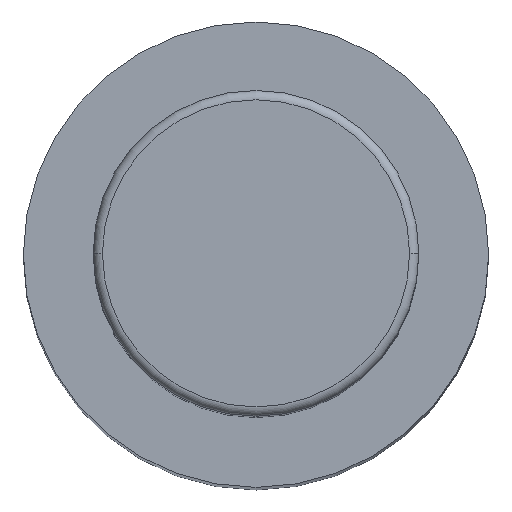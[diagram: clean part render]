
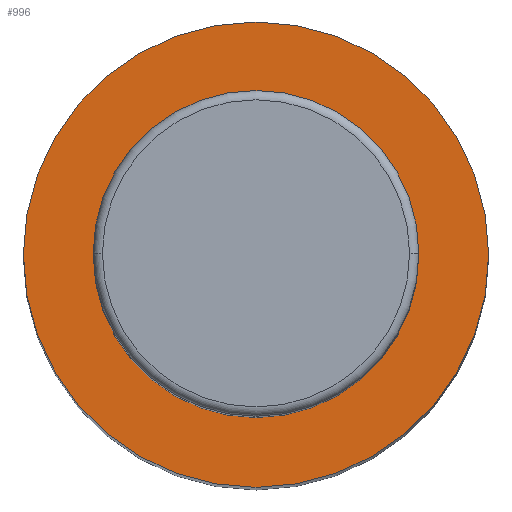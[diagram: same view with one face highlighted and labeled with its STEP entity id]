
A CAD part, top view. The second image highlights one B-rep face of the part: STEP entity #996.
In plain terms, the highlighted planar face has unit normal (0, 0, 1).
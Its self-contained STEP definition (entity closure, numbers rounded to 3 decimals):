
#20 = EDGE_CURVE ( 'NONE', #806, #855, #471, .T. ) ;
#49 = CARTESIAN_POINT ( 'NONE',  ( -17.5, 0., 162. ) ) ;
#141 = FACE_BOUND ( 'NONE', #1042, .T. ) ;
#201 = EDGE_LOOP ( 'NONE', ( #1055, #222 ) ) ;
#222 = ORIENTED_EDGE ( 'NONE', *, *, #330, .F. ) ;
#224 = DIRECTION ( 'NONE',  ( 0., 0., -1. ) ) ;
#254 = CARTESIAN_POINT ( 'NONE',  ( -17.5, 0., 162. ) ) ;
#330 = EDGE_CURVE ( 'NONE', #855, #806, #1024, .T. ) ;
#381 = DIRECTION ( 'NONE',  ( 0., 0., -1. ) ) ;
#422 = VERTEX_POINT ( 'NONE', #254 ) ;
#423 = VERTEX_POINT ( 'NONE', #1158 ) ;
#429 = AXIS2_PLACEMENT_3D ( 'NONE', #547, #1172, #1092 ) ;
#456 = PLANE ( 'NONE',  #521 ) ;
#463 = EDGE_CURVE ( 'NONE', #423, #422, #863, .T. ) ;
#471 = CIRCLE ( 'NONE', #559, 25. ) ;
#487 = CARTESIAN_POINT ( 'NONE',  ( 0., 0., 162. ) ) ;
#508 = ORIENTED_EDGE ( 'NONE', *, *, #463, .T. ) ;
#521 = AXIS2_PLACEMENT_3D ( 'NONE', #49, #545, #1169 ) ;
#538 = DIRECTION ( 'NONE',  ( 0., 0., -1. ) ) ;
#540 = EDGE_CURVE ( 'NONE', #422, #423, #543, .T. ) ;
#543 = CIRCLE ( 'NONE', #429, 17.5 ) ;
#545 = DIRECTION ( 'NONE',  ( 0., 0., 1. ) ) ;
#547 = CARTESIAN_POINT ( 'NONE',  ( 0., 0., 162. ) ) ;
#559 = AXIS2_PLACEMENT_3D ( 'NONE', #487, #381, #920 ) ;
#693 = AXIS2_PLACEMENT_3D ( 'NONE', #762, #224, #858 ) ;
#762 = CARTESIAN_POINT ( 'NONE',  ( 0., 0., 162. ) ) ;
#806 = VERTEX_POINT ( 'NONE', #1051 ) ;
#855 = VERTEX_POINT ( 'NONE', #883 ) ;
#858 = DIRECTION ( 'NONE',  ( -1., 0., 0. ) ) ;
#863 = CIRCLE ( 'NONE', #1170, 17.5 ) ;
#883 = CARTESIAN_POINT ( 'NONE',  ( 25., 0., 162. ) ) ;
#920 = DIRECTION ( 'NONE',  ( -1., 0., 0. ) ) ;
#996 = ADVANCED_FACE ( 'NONE', ( #141, #1118 ), #456, .T. ) ;
#1024 = CIRCLE ( 'NONE', #693, 25. ) ;
#1034 = ORIENTED_EDGE ( 'NONE', *, *, #540, .T. ) ;
#1042 = EDGE_LOOP ( 'NONE', ( #1034, #508 ) ) ;
#1051 = CARTESIAN_POINT ( 'NONE',  ( -25., 0., 162. ) ) ;
#1055 = ORIENTED_EDGE ( 'NONE', *, *, #20, .F. ) ;
#1065 = CARTESIAN_POINT ( 'NONE',  ( 0., 0., 162. ) ) ;
#1092 = DIRECTION ( 'NONE',  ( -1., 0., 0. ) ) ;
#1118 = FACE_OUTER_BOUND ( 'NONE', #201, .T. ) ;
#1158 = CARTESIAN_POINT ( 'NONE',  ( 17.5, 0., 162. ) ) ;
#1163 = DIRECTION ( 'NONE',  ( -1., 0., 0. ) ) ;
#1169 = DIRECTION ( 'NONE',  ( 1., 0., 0. ) ) ;
#1170 = AXIS2_PLACEMENT_3D ( 'NONE', #1065, #538, #1163 ) ;
#1172 = DIRECTION ( 'NONE',  ( 0., 0., -1. ) ) ;
